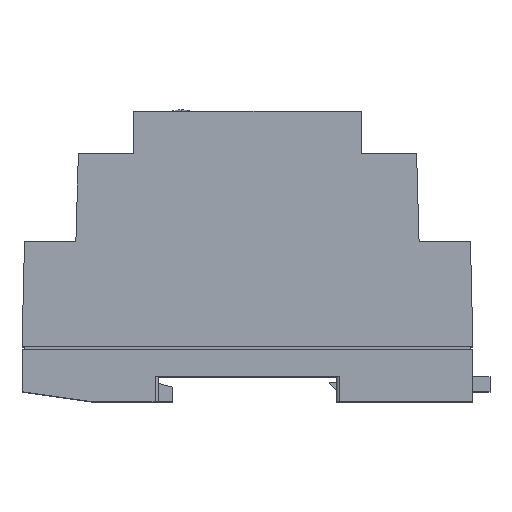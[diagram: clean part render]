
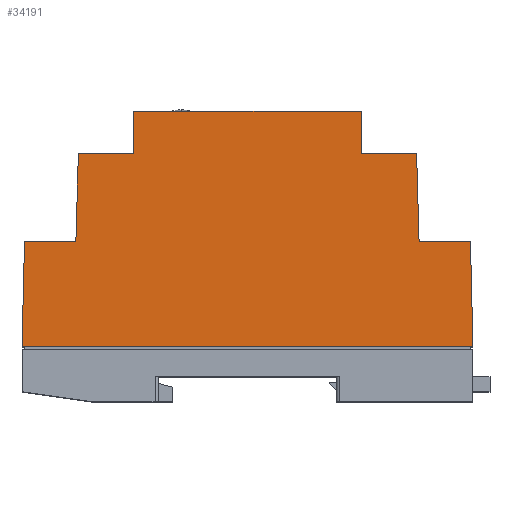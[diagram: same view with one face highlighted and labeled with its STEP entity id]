
A CAD part, top view. The second image highlights one B-rep face of the part: STEP entity #34191.
In plain terms, the highlighted planar face has unit normal (0, 0, 1).
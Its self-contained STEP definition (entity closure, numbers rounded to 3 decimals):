
#326 = CARTESIAN_POINT ( 'NONE',  ( 33.75, 38.5, 0. ) ) ;
#1141 = ORIENTED_EDGE ( 'NONE', *, *, #38336, .F. ) ;
#1427 = EDGE_CURVE ( 'NONE', #35491, #6887, #38927, .T. ) ;
#1586 = VECTOR ( 'NONE', #20463, 1000. ) ;
#2503 = EDGE_CURVE ( 'NONE', #30385, #23520, #40742, .T. ) ;
#3059 = DIRECTION ( 'NONE',  ( -1., 0., 0. ) ) ;
#3549 = LINE ( 'NONE', #30567, #48369 ) ;
#4151 = LINE ( 'NONE', #7458, #46231 ) ;
#4833 = EDGE_CURVE ( 'NONE', #46827, #37358, #28619, .T. ) ;
#5428 = CARTESIAN_POINT ( 'NONE',  ( 45., 0., 0. ) ) ;
#6809 = CARTESIAN_POINT ( 'NONE',  ( -34.25, 21., 0. ) ) ;
#6887 = VERTEX_POINT ( 'NONE', #5428 ) ;
#7458 = CARTESIAN_POINT ( 'NONE',  ( 44.5, 21., 0. ) ) ;
#7649 = LINE ( 'NONE', #14461, #52509 ) ;
#7771 = CARTESIAN_POINT ( 'NONE',  ( 0., 47., 0. ) ) ;
#8372 = CARTESIAN_POINT ( 'NONE',  ( -45., 0., 0. ) ) ;
#8584 = VERTEX_POINT ( 'NONE', #48823 ) ;
#9373 = EDGE_CURVE ( 'NONE', #6887, #33669, #14732, .T. ) ;
#9779 = ORIENTED_EDGE ( 'NONE', *, *, #55294, .F. ) ;
#10317 = CARTESIAN_POINT ( 'NONE',  ( 0., 47., 0. ) ) ;
#10573 = ORIENTED_EDGE ( 'NONE', *, *, #30600, .T. ) ;
#10617 = DIRECTION ( 'NONE',  ( -0.029, 1., 0. ) ) ;
#10665 = ORIENTED_EDGE ( 'NONE', *, *, #30085, .T. ) ;
#10944 = ORIENTED_EDGE ( 'NONE', *, *, #14919, .T. ) ;
#10975 = CARTESIAN_POINT ( 'NONE',  ( -45., 0., 0. ) ) ;
#11716 = ORIENTED_EDGE ( 'NONE', *, *, #39454, .F. ) ;
#12463 = VERTEX_POINT ( 'NONE', #51720 ) ;
#12466 = VECTOR ( 'NONE', #34004, 1000. ) ;
#14461 = CARTESIAN_POINT ( 'NONE',  ( 33.75, 38.5, 0. ) ) ;
#14714 = ORIENTED_EDGE ( 'NONE', *, *, #1427, .T. ) ;
#14732 = LINE ( 'NONE', #51084, #27671 ) ;
#14919 = EDGE_CURVE ( 'NONE', #8584, #33741, #38638, .T. ) ;
#15047 = VECTOR ( 'NONE', #48256, 1000. ) ;
#15171 = LINE ( 'NONE', #16321, #45098 ) ;
#16321 = CARTESIAN_POINT ( 'NONE',  ( -33.75, 38.5, 0. ) ) ;
#16502 = VERTEX_POINT ( 'NONE', #50313 ) ;
#17133 = DIRECTION ( 'NONE',  ( 1., 0., 0. ) ) ;
#19710 = CARTESIAN_POINT ( 'NONE',  ( -44.5, 21., 0. ) ) ;
#20463 = DIRECTION ( 'NONE',  ( 1., 0., 0. ) ) ;
#21457 = ORIENTED_EDGE ( 'NONE', *, *, #2503, .T. ) ;
#21639 = DIRECTION ( 'NONE',  ( -0.024, 1., 0. ) ) ;
#21770 = PLANE ( 'NONE',  #40346 ) ;
#23520 = VERTEX_POINT ( 'NONE', #326 ) ;
#24015 = LINE ( 'NONE', #8372, #12466 ) ;
#24072 = EDGE_CURVE ( 'NONE', #24131, #12463, #15171, .T. ) ;
#24131 = VERTEX_POINT ( 'NONE', #34189 ) ;
#26399 = VECTOR ( 'NONE', #27362, 1000. ) ;
#26619 = LINE ( 'NONE', #44026, #15047 ) ;
#27362 = DIRECTION ( 'NONE',  ( 0., 1., 0. ) ) ;
#27671 = VECTOR ( 'NONE', #21639, 1000. ) ;
#27753 = CARTESIAN_POINT ( 'NONE',  ( 44.5, 21., 0. ) ) ;
#27779 = DIRECTION ( 'NONE',  ( -1., 0., 0. ) ) ;
#28128 = DIRECTION ( 'NONE',  ( -1., 0., 0. ) ) ;
#28619 = LINE ( 'NONE', #38583, #39520 ) ;
#29186 = VECTOR ( 'NONE', #10617, 1000. ) ;
#29422 = ORIENTED_EDGE ( 'NONE', *, *, #9373, .T. ) ;
#29804 = LINE ( 'NONE', #36106, #26399 ) ;
#30085 = EDGE_CURVE ( 'NONE', #16502, #8584, #26619, .T. ) ;
#30385 = VERTEX_POINT ( 'NONE', #54288 ) ;
#30567 = CARTESIAN_POINT ( 'NONE',  ( -34.25, 21., 0. ) ) ;
#30600 = EDGE_CURVE ( 'NONE', #33669, #30385, #4151, .T. ) ;
#31290 = DIRECTION ( 'NONE',  ( 0.029, 1., 0. ) ) ;
#31958 = DIRECTION ( 'NONE',  ( 0., 0., -1. ) ) ;
#32540 = VECTOR ( 'NONE', #3059, 1000. ) ;
#33669 = VERTEX_POINT ( 'NONE', #27753 ) ;
#33741 = VERTEX_POINT ( 'NONE', #43120 ) ;
#34004 = DIRECTION ( 'NONE',  ( 0.024, 1., 0. ) ) ;
#34189 = CARTESIAN_POINT ( 'NONE',  ( -33.75, 38.5, 0. ) ) ;
#34191 = ADVANCED_FACE ( 'NONE', ( #50843 ), #21770, .F. ) ;
#35491 = VERTEX_POINT ( 'NONE', #10975 ) ;
#36106 = CARTESIAN_POINT ( 'NONE',  ( -22.75, 38.5, 0. ) ) ;
#36233 = CARTESIAN_POINT ( 'NONE',  ( 34.25, 21., 0. ) ) ;
#37192 = ORIENTED_EDGE ( 'NONE', *, *, #4833, .F. ) ;
#37358 = VERTEX_POINT ( 'NONE', #6809 ) ;
#37983 = DIRECTION ( 'NONE',  ( -1., 0., 0. ) ) ;
#38336 = EDGE_CURVE ( 'NONE', #35491, #46827, #24015, .T. ) ;
#38583 = CARTESIAN_POINT ( 'NONE',  ( -44.5, 21., 0. ) ) ;
#38638 = LINE ( 'NONE', #7771, #32540 ) ;
#38927 = LINE ( 'NONE', #50459, #1586 ) ;
#39454 = EDGE_CURVE ( 'NONE', #37358, #24131, #3549, .T. ) ;
#39520 = VECTOR ( 'NONE', #17133, 1000. ) ;
#40346 = AXIS2_PLACEMENT_3D ( 'NONE', #10317, #31958, #28128 ) ;
#40647 = EDGE_CURVE ( 'NONE', #23520, #16502, #7649, .T. ) ;
#40742 = LINE ( 'NONE', #36233, #29186 ) ;
#40751 = ORIENTED_EDGE ( 'NONE', *, *, #24072, .F. ) ;
#42330 = DIRECTION ( 'NONE',  ( 1., 0., 0. ) ) ;
#43120 = CARTESIAN_POINT ( 'NONE',  ( -22.75, 47., 0. ) ) ;
#44026 = CARTESIAN_POINT ( 'NONE',  ( 22.75, 38.5, 0. ) ) ;
#44390 = ORIENTED_EDGE ( 'NONE', *, *, #40647, .T. ) ;
#45098 = VECTOR ( 'NONE', #42330, 1000. ) ;
#46231 = VECTOR ( 'NONE', #37983, 1000. ) ;
#46827 = VERTEX_POINT ( 'NONE', #19710 ) ;
#48256 = DIRECTION ( 'NONE',  ( 0., 1., 0. ) ) ;
#48369 = VECTOR ( 'NONE', #31290, 1000. ) ;
#48823 = CARTESIAN_POINT ( 'NONE',  ( 22.75, 47., 0. ) ) ;
#50313 = CARTESIAN_POINT ( 'NONE',  ( 22.75, 38.5, 0. ) ) ;
#50459 = CARTESIAN_POINT ( 'NONE',  ( 0., 0., 0. ) ) ;
#50843 = FACE_OUTER_BOUND ( 'NONE', #52725, .T. ) ;
#51084 = CARTESIAN_POINT ( 'NONE',  ( 45., 0., 0. ) ) ;
#51720 = CARTESIAN_POINT ( 'NONE',  ( -22.75, 38.5, 0. ) ) ;
#52509 = VECTOR ( 'NONE', #27779, 1000. ) ;
#52725 = EDGE_LOOP ( 'NONE', ( #10944, #9779, #40751, #11716, #37192, #1141, #14714, #29422, #10573, #21457, #44390, #10665 ) ) ;
#54288 = CARTESIAN_POINT ( 'NONE',  ( 34.25, 21., 0. ) ) ;
#55294 = EDGE_CURVE ( 'NONE', #12463, #33741, #29804, .T. ) ;
